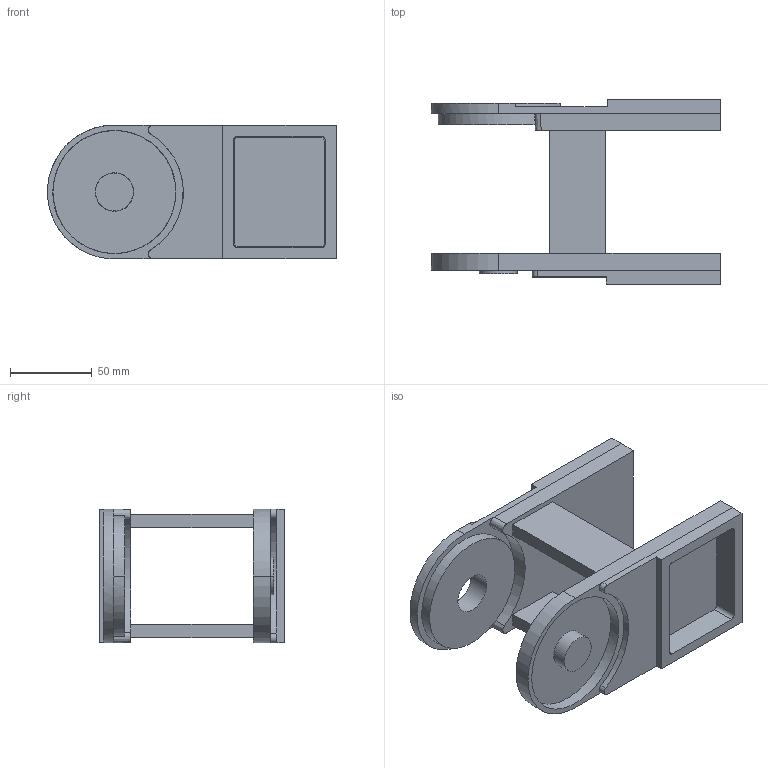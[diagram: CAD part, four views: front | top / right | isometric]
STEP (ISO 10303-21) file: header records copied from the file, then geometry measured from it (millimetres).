
FILE_DESCRIPTION(/* description */ (''),/* implementation_level */ '2;1');
FILE_NAME(/* name */ 'PONTEI~3',/* time_stamp */ '2025-02-18T09:34:31-03:00',/* author */ (''),/* organization */ (''),/* preprocessor_version */ 'ST-DEVELOPER v15',/* originating_system */ '',/* authorisation */ '');
FILE_SCHEMA (('AUTOMOTIVE_DESIGN'));
Length unit declared in the file: millimetre
Products named in the file (1): Document
Bounding box: 177 x 112.8 x 82 mm (x, y, z)
Volume: 311492.2 mm3; surface area: 93160.3 mm2
Topology: 1 solids, 1 shells, 73 faces, 185 edges, 121 vertices
Faces by surface type: plane 46, bspline 27
Entity records: 2455 total; most frequent: CARTESIAN_POINT 1232, ORIENTED_EDGE 370, EDGE_CURVE 185, B_SPLINE_CURVE_WITH_KNOTS 134, VERTEX_POINT 121, EDGE_LOOP 84, ADVANCED_FACE 73, FACE_OUTER_BOUND 73
